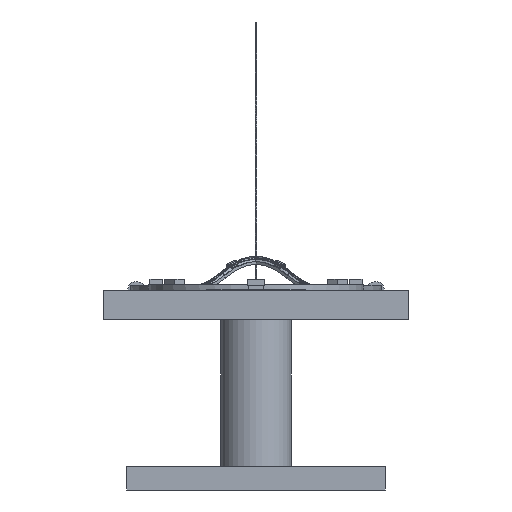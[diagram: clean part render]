
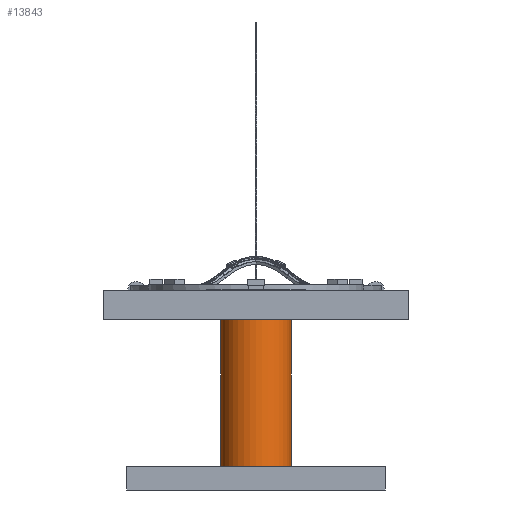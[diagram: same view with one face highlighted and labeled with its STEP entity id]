
A CAD part, left-side view. The second image highlights one B-rep face of the part: STEP entity #13843.
In plain terms, the highlighted cylindrical face has radius 6 mm (diameter 12 mm), a full revolution.
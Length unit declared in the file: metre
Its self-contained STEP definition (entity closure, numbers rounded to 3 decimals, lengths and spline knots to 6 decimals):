
#930=CYLINDRICAL_SURFACE('',#15653,0.006);
#7059=ORIENTED_EDGE('',*,*,#9241,.T.);
#7060=ORIENTED_EDGE('',*,*,#7880,.F.);
#7880=EDGE_CURVE('',#9866,#9866,#10912,.T.);
#9241=EDGE_CURVE('',#10608,#10608,#11314,.T.);
#9866=VERTEX_POINT('',#21168);
#10608=VERTEX_POINT('',#25008);
#10912=CIRCLE('',#14610,0.006);
#11314=CIRCLE('',#15654,0.006);
#12104=EDGE_LOOP('',(#7059));
#12105=EDGE_LOOP('',(#7060));
#12984=FACE_BOUND('',#12104,.T.);
#12985=FACE_BOUND('',#12105,.T.);
#13843=ADVANCED_FACE('',(#12984,#12985),#930,.T.);
#14610=AXIS2_PLACEMENT_3D('',#21167,#16696,#16697);
#15653=AXIS2_PLACEMENT_3D('',#25006,#19360,#19361);
#15654=AXIS2_PLACEMENT_3D('',#25007,#19362,#19363);
#16696=DIRECTION('',(0.,0.,1.));
#16697=DIRECTION('',(-1.,0.,0.));
#19360=DIRECTION('',(0.,0.,1.));
#19361=DIRECTION('',(1.,0.,0.));
#19362=DIRECTION('',(0.,0.,1.));
#19363=DIRECTION('',(-1.,0.,0.));
#21167=CARTESIAN_POINT('',(-0.004,0.,-0.003));
#21168=CARTESIAN_POINT('',(-0.01,0.,-0.003));
#25006=CARTESIAN_POINT('',(-0.004,0.,-0.028));
#25007=CARTESIAN_POINT('',(-0.004,0.,-0.028));
#25008=CARTESIAN_POINT('',(-0.01,0.,-0.028));
